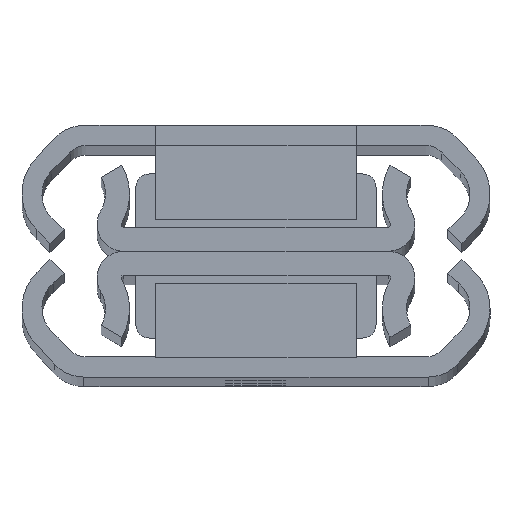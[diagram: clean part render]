
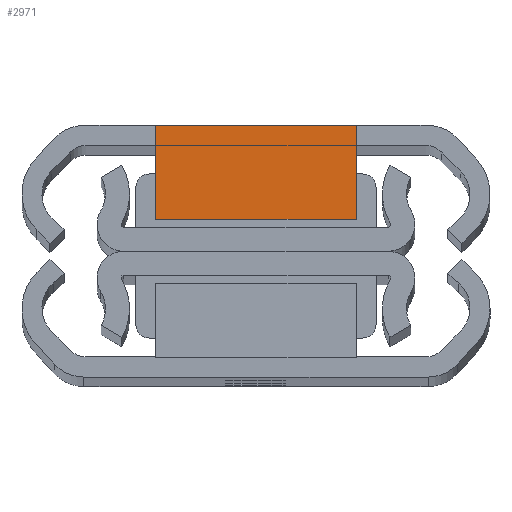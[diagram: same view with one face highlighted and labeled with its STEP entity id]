
A CAD part, top view. The second image highlights one B-rep face of the part: STEP entity #2971.
In plain terms, the highlighted face is planar.
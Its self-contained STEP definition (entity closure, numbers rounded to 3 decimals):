
#28 = EDGE_CURVE ( 'NONE', #1838, #1828, #3130, .T. ) ;
#124 = EDGE_CURVE ( 'NONE', #1719, #1700, #454, .T. ) ;
#133 = EDGE_CURVE ( 'NONE', #1838, #1681, #462, .T. ) ;
#151 = EDGE_CURVE ( 'NONE', #1828, #1700, #484, .T. ) ;
#235 = EDGE_CURVE ( 'NONE', #1720, #1719, #811, .T. ) ;
#252 = EDGE_CURVE ( 'NONE', #1681, #1720, #836, .T. ) ;
#454 = LINE ( 'NONE', #2090, #456 ) ;
#456 = VECTOR ( 'NONE', #2098, 1000. ) ;
#462 = LINE ( 'NONE', #2121, #465 ) ;
#465 = VECTOR ( 'NONE', #2122, 1000. ) ;
#484 = LINE ( 'NONE', #2167, #492 ) ;
#492 = VECTOR ( 'NONE', #2168, 1000. ) ;
#694 = AXIS2_PLACEMENT_3D ( 'NONE', #2818, #2824, #2825 ) ;
#811 = LINE ( 'NONE', #2354, #813 ) ;
#813 = VECTOR ( 'NONE', #2361, 1000. ) ;
#836 = LINE ( 'NONE', #2400, #840 ) ;
#840 = VECTOR ( 'NONE', #2401, 1000. ) ;
#972 = FACE_OUTER_BOUND ( 'NONE', #1160, .T. ) ;
#1160 = EDGE_LOOP ( 'NONE', ( #1583, #1584, #1585, #1586, #1587, #1588 ) ) ;
#1583 = ORIENTED_EDGE ( 'NONE', *, *, #133, .T. ) ;
#1584 = ORIENTED_EDGE ( 'NONE', *, *, #252, .T. ) ;
#1585 = ORIENTED_EDGE ( 'NONE', *, *, #235, .T. ) ;
#1586 = ORIENTED_EDGE ( 'NONE', *, *, #124, .T. ) ;
#1587 = ORIENTED_EDGE ( 'NONE', *, *, #151, .F. ) ;
#1588 = ORIENTED_EDGE ( 'NONE', *, *, #28, .F. ) ;
#1681 = VERTEX_POINT ( 'NONE', #2486 ) ;
#1700 = VERTEX_POINT ( 'NONE', #2503 ) ;
#1719 = VERTEX_POINT ( 'NONE', #2522 ) ;
#1720 = VERTEX_POINT ( 'NONE', #2523 ) ;
#1828 = VERTEX_POINT ( 'NONE', #2631 ) ;
#1838 = VERTEX_POINT ( 'NONE', #2641 ) ;
#1871 = CARTESIAN_POINT ( 'NONE',  ( 7.5, -9.78, -198.7 ) ) ;
#1874 = DIRECTION ( 'NONE',  ( 1., 0., 0. ) ) ;
#2090 = CARTESIAN_POINT ( 'NONE',  ( 7.5, -2.78, -198.7 ) ) ;
#2098 = DIRECTION ( 'NONE',  ( 0., -1., 0. ) ) ;
#2121 = CARTESIAN_POINT ( 'NONE',  ( -7.5, -9.78, -198.7 ) ) ;
#2122 = DIRECTION ( 'NONE',  ( 0., 1., 0. ) ) ;
#2167 = CARTESIAN_POINT ( 'NONE',  ( 7.5, -9.78, -198.7 ) ) ;
#2168 = DIRECTION ( 'NONE',  ( 0., 1., 0. ) ) ;
#2354 = CARTESIAN_POINT ( 'NONE',  ( -7.5, -2.78, -198.7 ) ) ;
#2361 = DIRECTION ( 'NONE',  ( 1., 0., 0. ) ) ;
#2400 = CARTESIAN_POINT ( 'NONE',  ( -7.5, -8.28, -198.7 ) ) ;
#2401 = DIRECTION ( 'NONE',  ( 0., 1., 0. ) ) ;
#2486 = CARTESIAN_POINT ( 'NONE',  ( -7.5, -8.28, -198.7 ) ) ;
#2503 = CARTESIAN_POINT ( 'NONE',  ( 7.5, -8.28, -198.7 ) ) ;
#2522 = CARTESIAN_POINT ( 'NONE',  ( 7.5, -2.78, -198.7 ) ) ;
#2523 = CARTESIAN_POINT ( 'NONE',  ( -7.5, -2.78, -198.7 ) ) ;
#2631 = CARTESIAN_POINT ( 'NONE',  ( 7.5, -9.78, -198.7 ) ) ;
#2641 = CARTESIAN_POINT ( 'NONE',  ( -7.5, -9.78, -198.7 ) ) ;
#2815 = PLANE ( 'NONE',  #694 ) ;
#2818 = CARTESIAN_POINT ( 'NONE',  ( 7.5, -9.78, -198.7 ) ) ;
#2824 = DIRECTION ( 'NONE',  ( 0., 0., 1. ) ) ;
#2825 = DIRECTION ( 'NONE',  ( 1., 0., 0. ) ) ;
#2971 = ADVANCED_FACE ( 'NONE', ( #972 ), #2815, .F. ) ;
#3130 = LINE ( 'NONE', #1871, #3133 ) ;
#3133 = VECTOR ( 'NONE', #1874, 1000. ) ;
